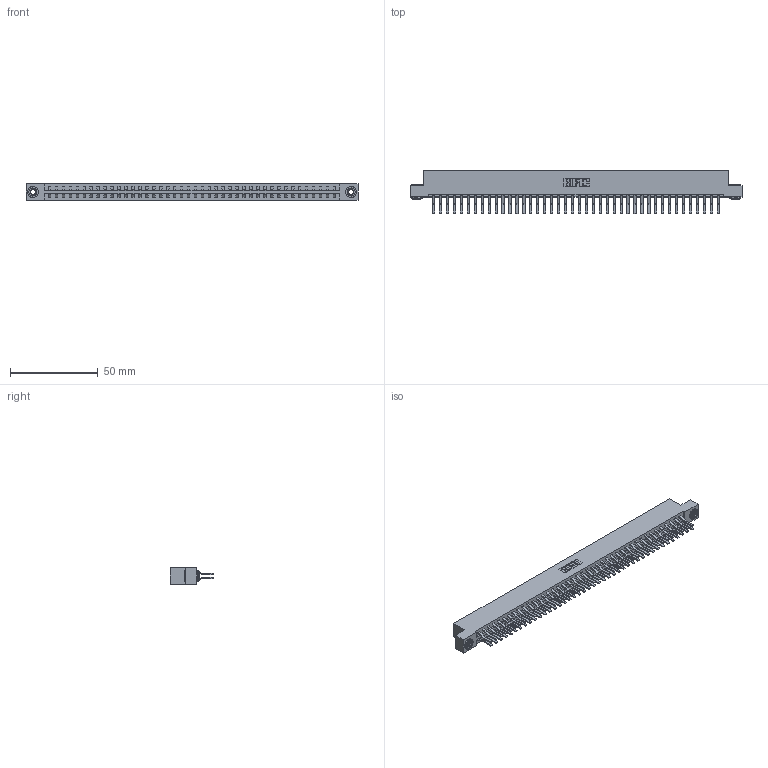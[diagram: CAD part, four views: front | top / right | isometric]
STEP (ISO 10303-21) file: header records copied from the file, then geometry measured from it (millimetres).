
FILE_DESCRIPTION (( 'STEP AP203' ), '1' );
FILE_NAME ('337-084-560-203.STEP', '2019-10-10T14:30:45', ( '' ), ( '' ), 'SwSTEP 2.0', 'SolidWorks 2016', '' );
FILE_SCHEMA (( 'CONFIG_CONTROL_DESIGN' ));
Length unit declared in the file: inch
Products named in the file (4): 345-250-002_345-250-002-102; 345-292-001_560 Tail; 337-084-560-203; 337 Part_Flush Mounting Lugs - 0.156 Dia-TH
Assembly tree (87 placements, depth 2):
  337-084-560-203
    337 Part_Flush Mounting Lugs - 0.156 Dia-TH
    345-292-001_560 Tail  x84
    345-250-002_345-250-002-102  x2
Bounding box: 189.43 x 24.78 x 9.4 mm (x, y, z)
Volume: 20534 mm3; surface area: 25031.6 mm2
Topology: 87 solids, 87 shells, 4856 faces, 14415 edges, 9494 vertices
Faces by surface type: plane 3272, cylinder 1576, cone 8
Entity records: 33302 total; most frequent: CARTESIAN_POINT 5585, ORIENTED_EDGE 5514, DIRECTION 4787, EDGE_CURVE 2757, LINE 2601, VECTOR 2601, VERTEX_POINT 1834, AXIS2_PLACEMENT_3D 1093
